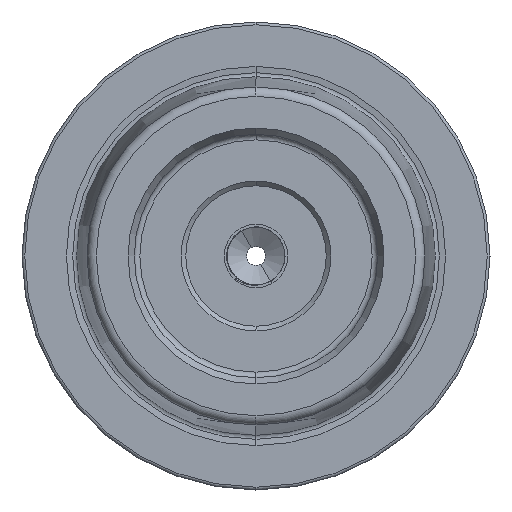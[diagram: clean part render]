
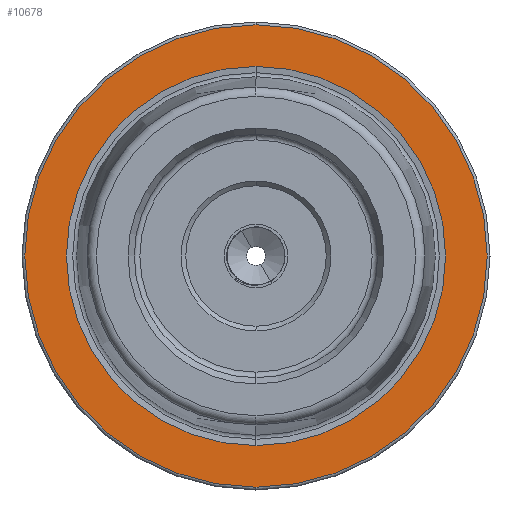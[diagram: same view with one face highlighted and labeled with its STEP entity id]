
A CAD part, left-side view. The second image highlights one B-rep face of the part: STEP entity #10678.
In plain terms, the highlighted planar face has unit normal (-1, 0, 0).
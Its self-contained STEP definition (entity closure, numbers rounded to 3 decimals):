
#556 = DIRECTION ( 'NONE',  ( -1., 0., 0. ) ) ;
#723 = CARTESIAN_POINT ( 'NONE',  ( 0., 0., 0. ) ) ;
#1245 = AXIS2_PLACEMENT_3D ( 'NONE', #9556, #12054, #4611 ) ;
#1663 = CIRCLE ( 'NONE', #10104, 24.7 ) ;
#1726 = AXIS2_PLACEMENT_3D ( 'NONE', #6123, #11134, #12327 ) ;
#1785 = VERTEX_POINT ( 'NONE', #1816 ) ;
#1816 = CARTESIAN_POINT ( 'NONE',  ( 0., 0., -24.7 ) ) ;
#2189 = EDGE_CURVE ( 'NONE', #1785, #6952, #1663, .T. ) ;
#2322 = CIRCLE ( 'NONE', #1726, 20.258 ) ;
#3891 = AXIS2_PLACEMENT_3D ( 'NONE', #723, #15652, #11850 ) ;
#4263 = ORIENTED_EDGE ( 'NONE', *, *, #2189, .T. ) ;
#4611 = DIRECTION ( 'NONE',  ( 0., 0., 1. ) ) ;
#4726 = DIRECTION ( 'NONE',  ( 0., 0., -1. ) ) ;
#5433 = DIRECTION ( 'NONE',  ( 0., 0., 1. ) ) ;
#5564 = DIRECTION ( 'NONE',  ( 1., 0., 0. ) ) ;
#6123 = CARTESIAN_POINT ( 'NONE',  ( 0., 0., 0. ) ) ;
#6952 = VERTEX_POINT ( 'NONE', #10976 ) ;
#8119 = CARTESIAN_POINT ( 'NONE',  ( 0., 24.7, 0. ) ) ;
#8423 = CIRCLE ( 'NONE', #1245, 20.258 ) ;
#8501 = CARTESIAN_POINT ( 'NONE',  ( 0., 0., 20.258 ) ) ;
#8670 = EDGE_LOOP ( 'NONE', ( #14709, #11852 ) ) ;
#8938 = FACE_OUTER_BOUND ( 'NONE', #14787, .T. ) ;
#9247 = CARTESIAN_POINT ( 'NONE',  ( 0., 0., 0. ) ) ;
#9556 = CARTESIAN_POINT ( 'NONE',  ( 0., 0., 0. ) ) ;
#10104 = AXIS2_PLACEMENT_3D ( 'NONE', #9247, #556, #5433 ) ;
#10658 = PLANE ( 'NONE',  #15928 ) ;
#10678 = ADVANCED_FACE ( 'NONE', ( #12219, #8938 ), #10658, .F. ) ;
#10797 = EDGE_CURVE ( 'NONE', #12950, #14799, #2322, .T. ) ;
#10976 = CARTESIAN_POINT ( 'NONE',  ( 0., 0., 24.7 ) ) ;
#11134 = DIRECTION ( 'NONE',  ( -1., 0., 0. ) ) ;
#11850 = DIRECTION ( 'NONE',  ( 0., 0., 1. ) ) ;
#11852 = ORIENTED_EDGE ( 'NONE', *, *, #15646, .F. ) ;
#12001 = CIRCLE ( 'NONE', #3891, 24.7 ) ;
#12054 = DIRECTION ( 'NONE',  ( -1., 0., 0. ) ) ;
#12132 = ORIENTED_EDGE ( 'NONE', *, *, #12720, .T. ) ;
#12219 = FACE_BOUND ( 'NONE', #8670, .T. ) ;
#12327 = DIRECTION ( 'NONE',  ( 0., 0., 1. ) ) ;
#12720 = EDGE_CURVE ( 'NONE', #6952, #1785, #12001, .T. ) ;
#12950 = VERTEX_POINT ( 'NONE', #8501 ) ;
#13264 = CARTESIAN_POINT ( 'NONE',  ( 0., 0., -20.258 ) ) ;
#14709 = ORIENTED_EDGE ( 'NONE', *, *, #10797, .F. ) ;
#14787 = EDGE_LOOP ( 'NONE', ( #12132, #4263 ) ) ;
#14799 = VERTEX_POINT ( 'NONE', #13264 ) ;
#15646 = EDGE_CURVE ( 'NONE', #14799, #12950, #8423, .T. ) ;
#15652 = DIRECTION ( 'NONE',  ( -1., 0., 0. ) ) ;
#15928 = AXIS2_PLACEMENT_3D ( 'NONE', #8119, #5564, #4726 ) ;
